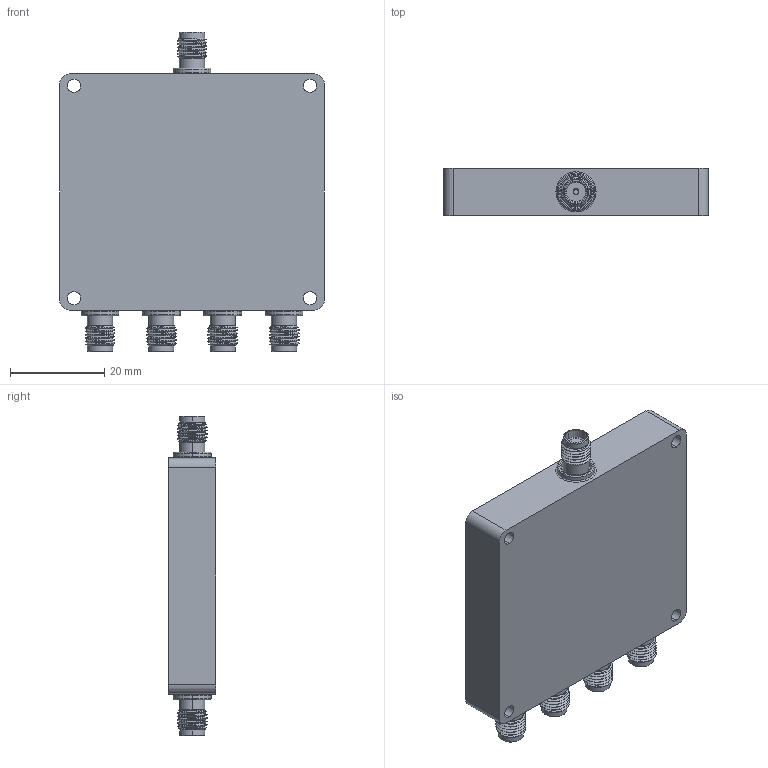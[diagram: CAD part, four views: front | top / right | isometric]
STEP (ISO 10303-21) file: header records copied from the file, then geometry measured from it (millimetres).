
FILE_DESCRIPTION (( 'STEP AP203' ), '1' );
FILE_NAME ('MP0208-4.step', '2018-09-26T16:04:23', ( '' ), ( '' ), 'SwSTEP 2.0', 'SolidWorks 2017', '' );
FILE_SCHEMA (( 'CONFIG_CONTROL_DESIGN' ));
Products named in the file (1): MP0208-4
Bounding box: 56 x 10.05 x 67.78 mm (x, y, z)
Volume: 28785 mm3; surface area: 12071.6 mm2
Topology: 7 solids, 7 shells, 1004 faces, 2582 edges, 1706 vertices
Faces by surface type: plane 511, bspline 266, cylinder 146, cone 55, torus 26
Entity records: 48144 total; most frequent: CARTESIAN_POINT 25574, ORIENTED_EDGE 5164, DIRECTION 3662, EDGE_CURVE 2582, VERTEX_POINT 1706, VECTOR 1586, LINE 1586, EDGE_LOOP 1136
